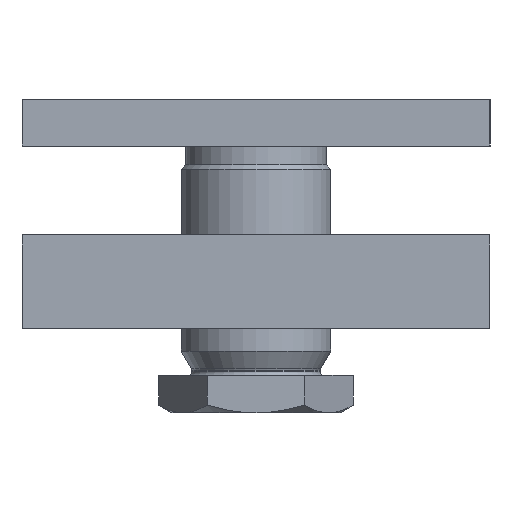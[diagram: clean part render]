
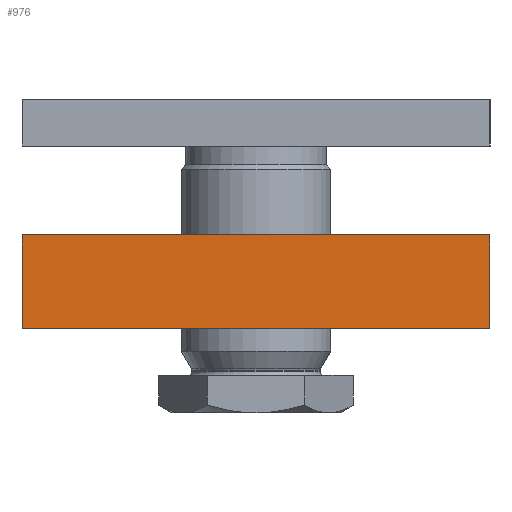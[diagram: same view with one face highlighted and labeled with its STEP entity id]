
A CAD part, front view. The second image highlights one B-rep face of the part: STEP entity #976.
In plain terms, the highlighted planar face has unit normal (0, -1, 0).
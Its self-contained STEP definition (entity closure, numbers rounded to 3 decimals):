
#69=LINE('',#1583,#105);
#74=LINE('',#1594,#110);
#76=LINE('',#1597,#112);
#77=LINE('',#1598,#113);
#105=VECTOR('',#1298,20.);
#110=VECTOR('',#1307,20.);
#112=VECTOR('',#1311,100.);
#113=VECTOR('',#1312,100.);
#264=FACE_OUTER_BOUND('',#361,.T.);
#361=EDGE_LOOP('',(#765,#766,#767,#768));
#537=VERTEX_POINT('',#1576);
#540=VERTEX_POINT('',#1581);
#543=VERTEX_POINT('',#1591);
#544=VERTEX_POINT('',#1593);
#629=EDGE_CURVE('',#540,#537,#69,.T.);
#634=EDGE_CURVE('',#544,#543,#74,.T.);
#636=EDGE_CURVE('',#543,#537,#76,.T.);
#637=EDGE_CURVE('',#544,#540,#77,.T.);
#765=ORIENTED_EDGE('',*,*,#636,.T.);
#766=ORIENTED_EDGE('',*,*,#629,.F.);
#767=ORIENTED_EDGE('',*,*,#637,.F.);
#768=ORIENTED_EDGE('',*,*,#634,.T.);
#925=PLANE('',#1088);
#976=ADVANCED_FACE('',(#264),#925,.T.);
#1088=AXIS2_PLACEMENT_3D('',#1596,#1309,#1310);
#1298=DIRECTION('',(0.,0.,1.));
#1307=DIRECTION('',(0.,0.,1.));
#1309=DIRECTION('center_axis',(0.,-1.,0.));
#1310=DIRECTION('ref_axis',(0.,0.,-1.));
#1311=DIRECTION('',(-1.,0.,0.));
#1312=DIRECTION('',(-1.,0.,0.));
#1576=CARTESIAN_POINT('',(-50.,-150.,20.));
#1581=CARTESIAN_POINT('',(-50.,-150.,0.));
#1583=CARTESIAN_POINT('',(-50.,-150.,0.));
#1591=CARTESIAN_POINT('',(50.,-150.,20.));
#1593=CARTESIAN_POINT('',(50.,-150.,0.));
#1594=CARTESIAN_POINT('',(50.,-150.,0.));
#1596=CARTESIAN_POINT('Origin',(50.,-150.,0.));
#1597=CARTESIAN_POINT('',(50.,-150.,20.));
#1598=CARTESIAN_POINT('',(50.,-150.,0.));
